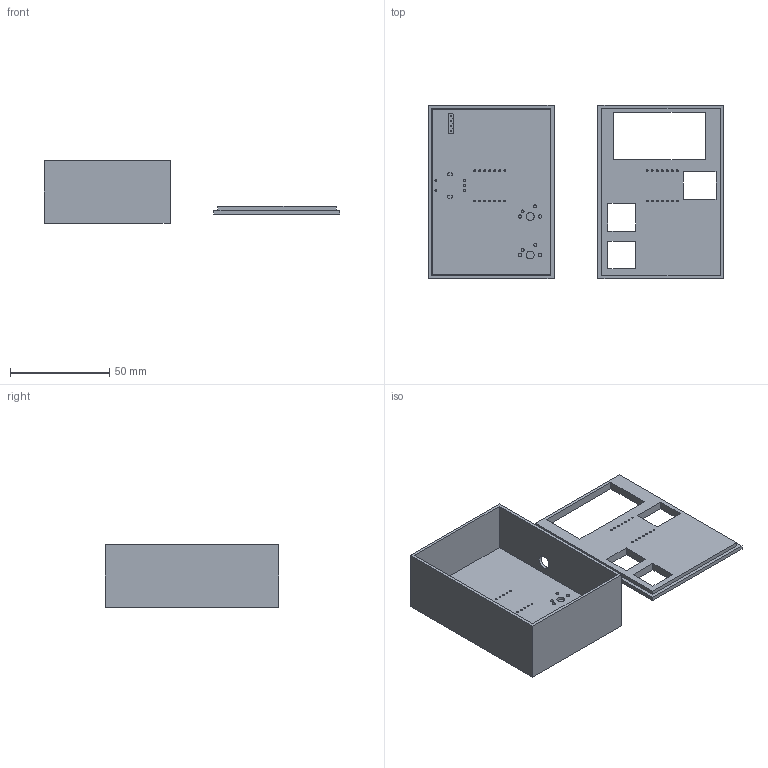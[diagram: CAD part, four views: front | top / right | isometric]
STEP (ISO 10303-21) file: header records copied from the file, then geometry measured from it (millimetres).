
FILE_DESCRIPTION(/* description */ ('KiCad electronic assembly'),/* implementation_level */ '2;1');
FILE_NAME(/* name */ 'new_project2_fusion.step',/* time_stamp */ '2026-01-21T14:15:08+01:00',/* author */ (''),/* organization */ (''),/* preprocessor_version */ 'ST-DEVELOPER v20.1',/* originating_system */ 'Autodesk Translation Framework v14.21.0.0',/* authorisation */ '');
FILE_SCHEMA (('AUTOMOTIVE_DESIGN { 1 0 10303 214 3 1 1 }'));
Length unit declared in the file: millimetre
Products named in the file (3): 2026-01-18-15-43-33-262; 2026-01-18-15-43-33-263; 2026-01-18-15-43-33-264
Assembly tree (2 placements, depth 2):
  2026-01-18-15-43-33-262
    2026-01-18-15-43-33-263
    2026-01-18-15-43-33-264
Bounding box: 149.13 x 87.5 x 31.5 mm (x, y, z)
Volume: 51791 mm3; surface area: 49723.2 mm2
Topology: 4 solids, 4 shells, 200 faces, 514 edges, 332 vertices
Faces by surface type: plane 148, cylinder 52
Full cylindrical faces by diameter (mm): 0.889 x28, 1 x9, 1.5 x4, 1.7 x4, 4 x2, 7 x1
Entity records: 6428 total; most frequent: CARTESIAN_POINT 1051, ORIENTED_EDGE 1028, DIRECTION 1028, EDGE_CURVE 514, LINE 410, VECTOR 410, VERTEX_POINT 332, EDGE_LOOP 318
